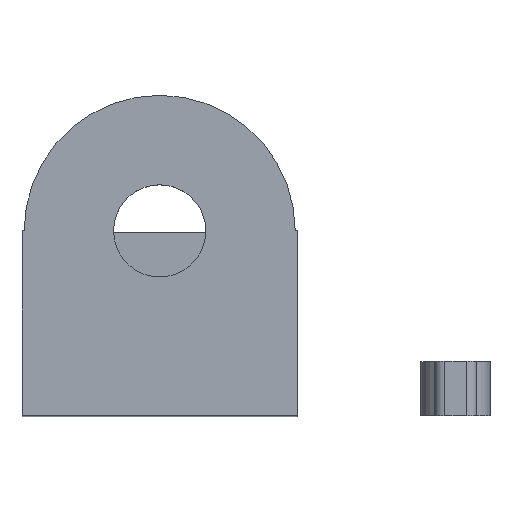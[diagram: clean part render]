
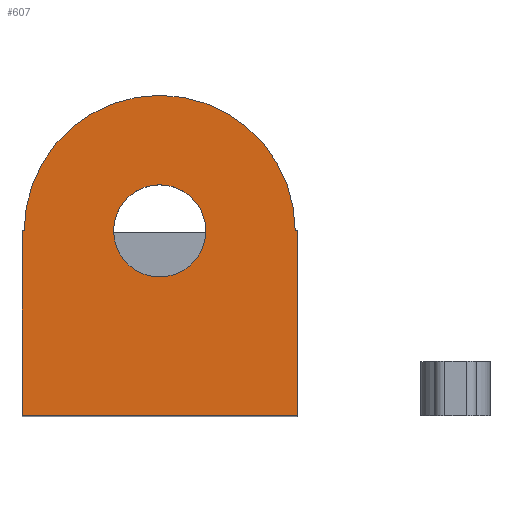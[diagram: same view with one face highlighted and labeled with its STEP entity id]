
A CAD part, top view. The second image highlights one B-rep face of the part: STEP entity #607.
In plain terms, the highlighted planar face has unit normal (0, 0, 1).
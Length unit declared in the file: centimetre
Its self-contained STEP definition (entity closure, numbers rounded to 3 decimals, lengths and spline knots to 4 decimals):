
#33=FACE_BOUND('',#134,.T.);
#51=PLANE('',#681);
#86=FACE_OUTER_BOUND('',#133,.T.);
#133=EDGE_LOOP('',(#503,#504,#505,#506,#507,#508));
#134=EDGE_LOOP('',(#509));
#156=LINE('',#903,#201);
#159=LINE('',#909,#204);
#164=LINE('',#918,#209);
#175=LINE('',#1129,#220);
#178=LINE('',#1141,#223);
#201=VECTOR('',#718,1.);
#204=VECTOR('',#723,1.);
#209=VECTOR('',#730,1.);
#220=VECTOR('',#809,1.);
#223=VECTOR('',#826,1.);
#256=CIRCLE('',#676,1.25);
#259=CIRCLE('',#680,0.425);
#275=VERTEX_POINT('',#900);
#276=VERTEX_POINT('',#902);
#277=VERTEX_POINT('',#906);
#278=VERTEX_POINT('',#908);
#281=VERTEX_POINT('',#916);
#303=VERTEX_POINT('',#1128);
#305=VERTEX_POINT('',#1137);
#330=EDGE_CURVE('',#276,#275,#156,.T.);
#333=EDGE_CURVE('',#278,#277,#159,.T.);
#338=EDGE_CURVE('',#281,#277,#164,.F.);
#371=EDGE_CURVE('',#303,#276,#175,.T.);
#373=EDGE_CURVE('',#275,#278,#256,.T.);
#377=EDGE_CURVE('',#305,#305,#259,.T.);
#378=EDGE_CURVE('',#281,#303,#178,.F.);
#503=ORIENTED_EDGE('',*,*,#373,.T.);
#504=ORIENTED_EDGE('',*,*,#333,.T.);
#505=ORIENTED_EDGE('',*,*,#338,.F.);
#506=ORIENTED_EDGE('',*,*,#378,.T.);
#507=ORIENTED_EDGE('',*,*,#371,.T.);
#508=ORIENTED_EDGE('',*,*,#330,.T.);
#509=ORIENTED_EDGE('',*,*,#377,.T.);
#607=ADVANCED_FACE('',(#86,#33),#51,.T.);
#676=AXIS2_PLACEMENT_3D('',#1132,#813,#814);
#680=AXIS2_PLACEMENT_3D('',#1139,#822,#823);
#681=AXIS2_PLACEMENT_3D('',#1140,#824,#825);
#718=DIRECTION('',(-1.,0.,0.));
#723=DIRECTION('',(-1.,0.,0.));
#730=DIRECTION('',(0.,-1.,0.));
#809=DIRECTION('',(0.,1.,0.));
#813=DIRECTION('center_axis',(0.,0.,1.));
#814=DIRECTION('ref_axis',(1.,0.,0.));
#822=DIRECTION('center_axis',(0.,0.,-1.));
#823=DIRECTION('ref_axis',(1.,0.,0.));
#824=DIRECTION('center_axis',(0.,0.,1.));
#825=DIRECTION('ref_axis',(1.,0.,0.));
#826=DIRECTION('',(-1.,0.,0.));
#900=CARTESIAN_POINT('',(1.25,1.7,3.4338));
#902=CARTESIAN_POINT('',(1.27,1.7,3.4338));
#903=CARTESIAN_POINT('',(0.625,1.7,3.4338));
#906=CARTESIAN_POINT('',(-1.27,1.7,3.4338));
#908=CARTESIAN_POINT('',(-1.25,1.7,3.4338));
#909=CARTESIAN_POINT('',(-0.635,1.7,3.4338));
#916=CARTESIAN_POINT('',(-1.27,0.,3.4338));
#918=CARTESIAN_POINT('',(-1.27,0.85,3.4338));
#1128=CARTESIAN_POINT('',(1.27,0.,3.4338));
#1129=CARTESIAN_POINT('',(1.27,0.85,3.4338));
#1132=CARTESIAN_POINT('Origin',(0.,1.7,3.4338));
#1137=CARTESIAN_POINT('',(-0.425,1.7,3.4338));
#1139=CARTESIAN_POINT('Origin',(0.,1.7,3.4338));
#1140=CARTESIAN_POINT('Origin',(0.,1.7,3.4338));
#1141=CARTESIAN_POINT('',(-0.3175,0.,3.4338));
